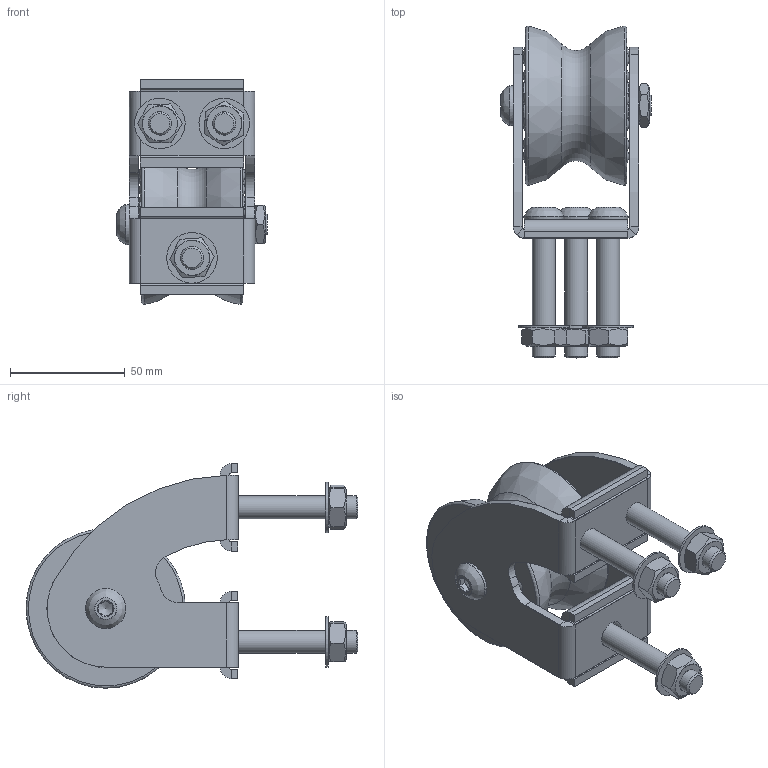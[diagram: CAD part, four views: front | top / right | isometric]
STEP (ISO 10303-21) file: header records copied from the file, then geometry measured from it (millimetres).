
FILE_DESCRIPTION(/* description */ (''),/* implementation_level */ '2;1');
FILE_NAME(/* name */ '817.071.stp',/* time_stamp */ '2023-03-28T09:33:53+02:00',/* author */ ('lucade'),/* organization */ (''),/* preprocessor_version */ 'ST-DEVELOPER v19.2',/* originating_system */ 'Autodesk Inventor 2023',/* authorisation */ '');
FILE_SCHEMA (('AUTOMOTIVE_DESIGN { 1 0 10303 214 3 1 1 }'));
Length unit declared in the file: millimetre
Products named in the file (1): Parte1
Bounding box: 65.5 x 144.44 x 97.67 mm (x, y, z)
Volume: 213044.1 mm3; surface area: 62559.7 mm2
Topology: 1 solids, 5 shells, 379 faces, 883 edges, 542 vertices
Faces by surface type: plane 172, cylinder 70, torus 63, cone 30, sphere 26, bspline 18
Full cylindrical faces by diameter (mm): 5 x3, 10 x10, 10.1 x3, 10.2 x6, 12 x1, 13 x2, 13.2 x2, 20 x3, 22 x4
Entity records: 13393 total; most frequent: CARTESIAN_POINT 4809, DIRECTION 1901, ORIENTED_EDGE 1708, EDGE_CURVE 854, AXIS2_PLACEMENT_3D 801, VERTEX_POINT 542, EDGE_LOOP 450, CIRCLE 439
